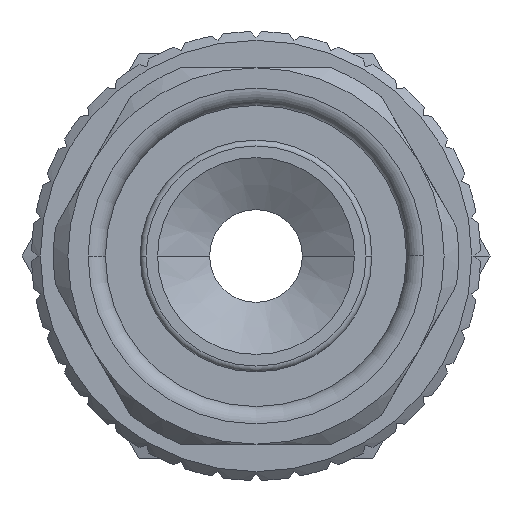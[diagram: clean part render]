
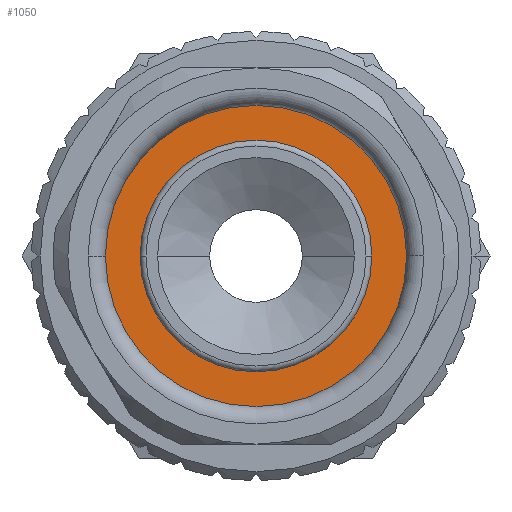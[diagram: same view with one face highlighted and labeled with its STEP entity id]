
A CAD part, left-side view. The second image highlights one B-rep face of the part: STEP entity #1050.
In plain terms, the highlighted planar face has unit normal (-1, 0, 0).
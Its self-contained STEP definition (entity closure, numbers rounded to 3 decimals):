
#176=CARTESIAN_POINT('',(-10.5,0.,0.));
#177=DIRECTION('',(1.,0.,0.));
#178=DIRECTION('',(0.,1.,0.));
#179=AXIS2_PLACEMENT_3D('',#176,#177,#178);
#189=CARTESIAN_POINT('',(-10.5,0.,0.));
#190=DIRECTION('',(-1.,0.,0.));
#191=DIRECTION('',(0.,1.,0.));
#192=AXIS2_PLACEMENT_3D('',#189,#190,#191);
#194=CARTESIAN_POINT('',(-10.5,0.,0.));
#195=DIRECTION('',(-1.,0.,0.));
#196=DIRECTION('',(0.,1.,0.));
#197=AXIS2_PLACEMENT_3D('',#194,#195,#196);
#199=CARTESIAN_POINT('',(-10.5,0.,0.));
#200=DIRECTION('',(1.,0.,0.));
#201=DIRECTION('',(0.,1.,0.));
#202=AXIS2_PLACEMENT_3D('',#199,#200,#201);
#611=CARTESIAN_POINT('',(-10.5,6.2,0.));
#612=VERTEX_POINT('',#611);
#613=CARTESIAN_POINT('',(-10.5,4.,0.));
#615=VERTEX_POINT('',#613);
#631=CARTESIAN_POINT('',(-10.5,-6.2,0.));
#632=VERTEX_POINT('',#631);
#633=CARTESIAN_POINT('',(-10.5,-4.,0.));
#635=VERTEX_POINT('',#633);
#1035=CARTESIAN_POINT('',(-10.5,0.,0.));
#1036=DIRECTION('',(1.,0.,0.));
#1037=DIRECTION('',(0.,-1.,0.));
#1038=AXIS2_PLACEMENT_3D('',#1035,#1036,#1037);
#1039=PLANE('',#1038);
#1041=ORIENTED_EDGE('',*,*,#1040,.F.);
#1043=ORIENTED_EDGE('',*,*,#1042,.T.);
#1044=EDGE_LOOP('',(#1041,#1043));
#1045=FACE_OUTER_BOUND('',#1044,.F.);
#1046=ORIENTED_EDGE('',*,*,#1014,.F.);
#1047=ORIENTED_EDGE('',*,*,#1030,.T.);
#1048=EDGE_LOOP('',(#1046,#1047));
#1049=FACE_BOUND('',#1048,.F.);
#1050=ADVANCED_FACE('',(#1045,#1049),#1039,.F.);
#180=CIRCLE('',#179,4.);
#193=CIRCLE('',#192,4.);
#198=CIRCLE('',#197,6.2);
#203=CIRCLE('',#202,6.2);
#1014=EDGE_CURVE('',#615,#635,#180,.T.);
#1030=EDGE_CURVE('',#615,#635,#193,.T.);
#1040=EDGE_CURVE('',#612,#632,#198,.T.);
#1042=EDGE_CURVE('',#612,#632,#203,.T.);
